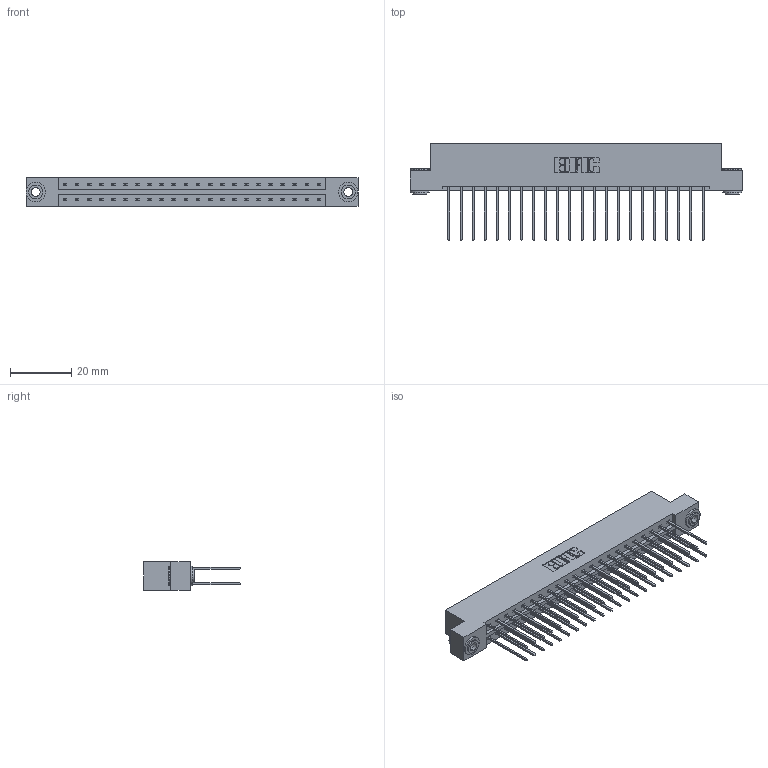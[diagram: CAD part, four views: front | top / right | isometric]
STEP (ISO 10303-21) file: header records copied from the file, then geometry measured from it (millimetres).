
FILE_DESCRIPTION (( 'STEP AP203' ), '1' );
FILE_NAME ('333-044-542-203.STEP', '2018-08-03T21:20:59', ( '' ), ( '' ), 'SwSTEP 2.0', 'SolidWorks 2016', '' );
FILE_SCHEMA (( 'CONFIG_CONTROL_DESIGN' ));
Length unit declared in the file: inch
Products named in the file (4): 333 Part_Flush - .156 Dia - TH; 345-292-001_345-293-142; 345-250-002_345-250-002-102; 333-044-542-203
Assembly tree (47 placements, depth 2):
  333-044-542-203
    333 Part_Flush - .156 Dia - TH
    345-292-001_345-293-142  x44
    345-250-002_345-250-002-102  x2
Bounding box: 108.71 x 31.63 x 9.4 mm (x, y, z)
Volume: 11136.3 mm3; surface area: 14186.8 mm2
Topology: 47 solids, 47 shells, 2440 faces, 7207 edges, 4742 vertices
Faces by surface type: plane 1664, cylinder 768, cone 8
Entity records: 17408 total; most frequent: CARTESIAN_POINT 2885, ORIENTED_EDGE 2814, DIRECTION 2533, EDGE_CURVE 1407, LINE 1255, VECTOR 1255, VERTEX_POINT 934, AXIS2_PLACEMENT_3D 639
